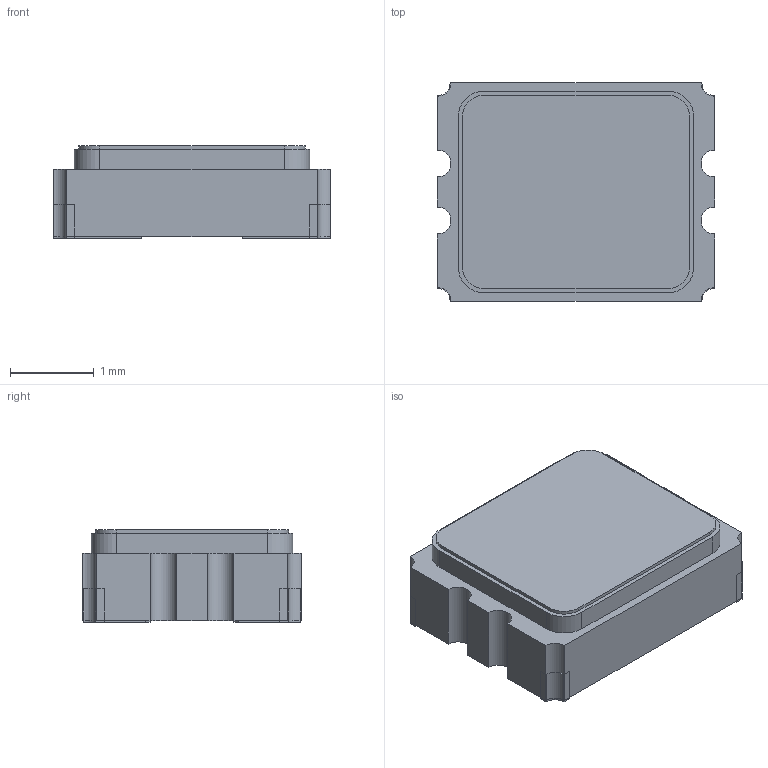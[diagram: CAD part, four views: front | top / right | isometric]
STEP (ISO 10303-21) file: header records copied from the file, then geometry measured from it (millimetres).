
FILE_DESCRIPTION (( 'STEP AP214' ), '1' );
FILE_NAME ('XTAL-OSC-3225.STEP', '2017-12-18T02:23:51', ( 'boksop' ), ( 'Microsoft' ), 'SwSTEP 2.0', 'SolidWorks 2015', '' );
FILE_SCHEMA (( 'AUTOMOTIVE_DESIGN' ));
Length unit declared in the file: millimetre
Products named in the file (5): User Library-ASTX-H11_Pad002; User Library-ASTX-H11_Pad001; User Library-ASTX-H11_Pad; XTAL-OSC-3225; User Library-ASTX-H11_ComponentPads
Assembly tree (4 placements, depth 2):
  XTAL-OSC-3225
    User Library-ASTX-H11_Pad
    User Library-ASTX-H11_Pad001
    User Library-ASTX-H11_Pad002
    User Library-ASTX-H11_ComponentPads
Bounding box: 3.3 x 2.6 x 1.1 mm (x, y, z)
Volume: 9.6 mm3; surface area: 65.9 mm2
Topology: 7 solids, 7 shells, 89 faces, 225 edges, 150 vertices
Faces by surface type: plane 67, cylinder 22
Entity records: 2899 total; most frequent: CARTESIAN_POINT 471, DIRECTION 461, ORIENTED_EDGE 450, EDGE_CURVE 225, LINE 181, VECTOR 181, VERTEX_POINT 150, AXIS2_PLACEMENT_3D 140
